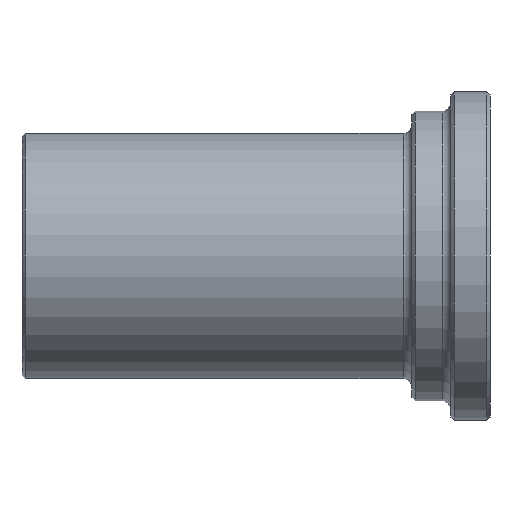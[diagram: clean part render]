
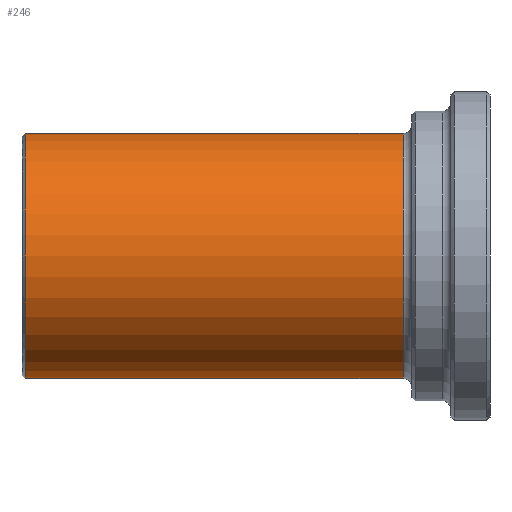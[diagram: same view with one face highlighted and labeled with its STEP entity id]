
A CAD part, front view. The second image highlights one B-rep face of the part: STEP entity #246.
In plain terms, the highlighted cylindrical face has radius 11 mm (diameter 22 mm), a full revolution.
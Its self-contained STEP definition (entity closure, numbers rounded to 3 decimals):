
#17=CYLINDRICAL_SURFACE('',#286,11.);
#31=FACE_OUTER_BOUND('',#48,.T.);
#48=EDGE_LOOP('',(#175,#176,#177,#178,#179,#180));
#66=LINE('',#431,#76);
#76=VECTOR('',#340,11.);
#85=CIRCLE('',#281,11.);
#86=CIRCLE('',#282,11.);
#89=CIRCLE('',#287,11.);
#90=CIRCLE('',#288,11.);
#110=VERTEX_POINT('',#417);
#111=VERTEX_POINT('',#418);
#114=VERTEX_POINT('',#428);
#115=VERTEX_POINT('',#429);
#133=EDGE_CURVE('',#110,#111,#85,.T.);
#134=EDGE_CURVE('',#111,#110,#86,.T.);
#138=EDGE_CURVE('',#114,#115,#89,.T.);
#139=EDGE_CURVE('',#114,#111,#66,.T.);
#140=EDGE_CURVE('',#115,#114,#90,.T.);
#175=ORIENTED_EDGE('',*,*,#138,.F.);
#176=ORIENTED_EDGE('',*,*,#139,.T.);
#177=ORIENTED_EDGE('',*,*,#133,.F.);
#178=ORIENTED_EDGE('',*,*,#134,.F.);
#179=ORIENTED_EDGE('',*,*,#139,.F.);
#180=ORIENTED_EDGE('',*,*,#140,.F.);
#246=ADVANCED_FACE('',(#31),#17,.T.);
#281=AXIS2_PLACEMENT_3D('',#419,#325,#326);
#282=AXIS2_PLACEMENT_3D('',#420,#327,#328);
#286=AXIS2_PLACEMENT_3D('',#427,#336,#337);
#287=AXIS2_PLACEMENT_3D('',#430,#338,#339);
#288=AXIS2_PLACEMENT_3D('',#432,#341,#342);
#325=DIRECTION('center_axis',(-1.,0.,0.));
#326=DIRECTION('ref_axis',(0.,-1.,0.));
#327=DIRECTION('center_axis',(-1.,0.,0.));
#328=DIRECTION('ref_axis',(0.,-1.,0.));
#336=DIRECTION('center_axis',(1.,0.,0.));
#337=DIRECTION('ref_axis',(0.,1.,0.));
#338=DIRECTION('center_axis',(1.,0.,0.));
#339=DIRECTION('ref_axis',(0.,-1.,0.));
#340=DIRECTION('',(-1.,0.,0.));
#341=DIRECTION('center_axis',(1.,0.,0.));
#342=DIRECTION('ref_axis',(0.,-1.,0.));
#417=CARTESIAN_POINT('',(-41.7,11.,0.));
#418=CARTESIAN_POINT('',(-41.7,-11.,0.));
#419=CARTESIAN_POINT('Origin',(-41.7,0.,0.));
#420=CARTESIAN_POINT('Origin',(-41.7,0.,0.));
#427=CARTESIAN_POINT('Origin',(-24.5,0.,0.));
#428=CARTESIAN_POINT('',(-7.8,-11.,0.));
#429=CARTESIAN_POINT('',(-7.8,0.,11.));
#430=CARTESIAN_POINT('Origin',(-7.8,0.,0.));
#431=CARTESIAN_POINT('',(-24.5,-11.,0.));
#432=CARTESIAN_POINT('Origin',(-7.8,0.,0.));
